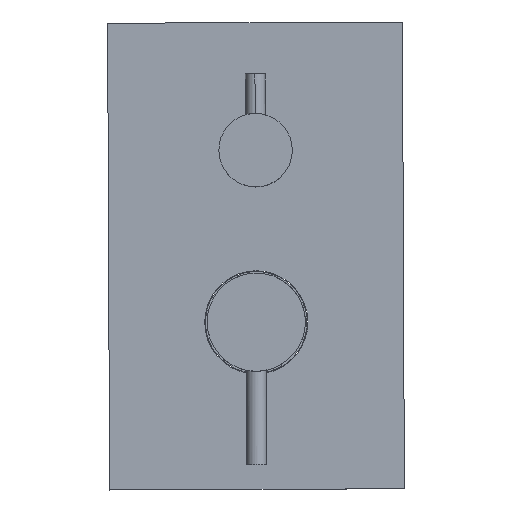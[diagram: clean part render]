
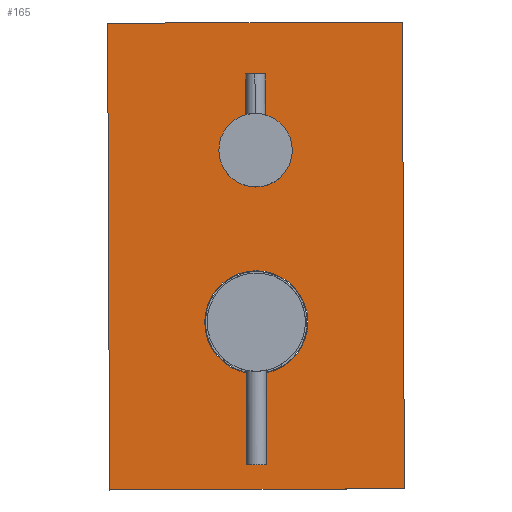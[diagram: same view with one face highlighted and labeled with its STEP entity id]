
A CAD part, top view. The second image highlights one B-rep face of the part: STEP entity #165.
In plain terms, the highlighted planar face has unit normal (0, 0, 1).
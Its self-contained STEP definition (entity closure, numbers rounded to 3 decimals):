
#97 = CARTESIAN_POINT ( 'NONE',  ( 0., -27., 2. ) ) ;
#148 = EDGE_CURVE ( 'NONE', #1412, #2712, #1202, .T. ) ;
#152 = ORIENTED_EDGE ( 'NONE', *, *, #2061, .T. ) ;
#164 = VERTEX_POINT ( 'NONE', #1357 ) ;
#165 = ADVANCED_FACE ( 'NONE', ( #438, #2537, #2402 ), #750, .T. ) ;
#257 = LINE ( 'NONE', #1444, #2409 ) ;
#258 = EDGE_CURVE ( 'NONE', #1920, #396, #1633, .T. ) ;
#279 = EDGE_CURVE ( 'NONE', #1135, #2611, #404, .T. ) ;
#330 = CARTESIAN_POINT ( 'NONE',  ( 0., -27., 2. ) ) ;
#396 = VERTEX_POINT ( 'NONE', #426 ) ;
#404 = LINE ( 'NONE', #1009, #1370 ) ;
#412 = VERTEX_POINT ( 'NONE', #1660 ) ;
#426 = CARTESIAN_POINT ( 'NONE',  ( 12.5, 43., 2. ) ) ;
#438 = FACE_BOUND ( 'NONE', #2123, .T. ) ;
#522 = EDGE_CURVE ( 'NONE', #164, #412, #1936, .T. ) ;
#537 = DIRECTION ( 'NONE',  ( 1., 0., 0. ) ) ;
#545 = DIRECTION ( 'NONE',  ( 0., -1., 0. ) ) ;
#654 = ORIENTED_EDGE ( 'NONE', *, *, #522, .F. ) ;
#663 = AXIS2_PLACEMENT_3D ( 'NONE', #1918, #2529, #1057 ) ;
#742 = CARTESIAN_POINT ( 'NONE',  ( -12.5, 43., 2. ) ) ;
#744 = CARTESIAN_POINT ( 'NONE',  ( 21., -27., 2. ) ) ;
#750 = PLANE ( 'NONE',  #1388 ) ;
#981 = CARTESIAN_POINT ( 'NONE',  ( -60., -95., 2. ) ) ;
#996 = ORIENTED_EDGE ( 'NONE', *, *, #1397, .F. ) ;
#1009 = CARTESIAN_POINT ( 'NONE',  ( -60., 0., 2. ) ) ;
#1021 = EDGE_LOOP ( 'NONE', ( #996, #654, #152, #1880 ) ) ;
#1030 = AXIS2_PLACEMENT_3D ( 'NONE', #1873, #1199, #1840 ) ;
#1053 = ORIENTED_EDGE ( 'NONE', *, *, #258, .F. ) ;
#1057 = DIRECTION ( 'NONE',  ( 1., 0., 0. ) ) ;
#1127 = DIRECTION ( 'NONE',  ( 0., 0., 1. ) ) ;
#1135 = VERTEX_POINT ( 'NONE', #1755 ) ;
#1163 = DIRECTION ( 'NONE',  ( 1., 0., 0. ) ) ;
#1166 = CARTESIAN_POINT ( 'NONE',  ( 60., 0., 2. ) ) ;
#1199 = DIRECTION ( 'NONE',  ( 0., 0., 1. ) ) ;
#1202 = CIRCLE ( 'NONE', #1964, 21. ) ;
#1239 = VECTOR ( 'NONE', #545, 1000. ) ;
#1314 = ORIENTED_EDGE ( 'NONE', *, *, #1877, .F. ) ;
#1326 = VECTOR ( 'NONE', #2425, 1000. ) ;
#1336 = DIRECTION ( 'NONE',  ( 1., 0., 0. ) ) ;
#1357 = CARTESIAN_POINT ( 'NONE',  ( 60., 95., 2. ) ) ;
#1370 = VECTOR ( 'NONE', #1445, 1000. ) ;
#1388 = AXIS2_PLACEMENT_3D ( 'NONE', #1583, #2447, #1163 ) ;
#1389 = DIRECTION ( 'NONE',  ( 0., 0., 1. ) ) ;
#1395 = CIRCLE ( 'NONE', #663, 12.5 ) ;
#1397 = EDGE_CURVE ( 'NONE', #412, #2611, #2619, .T. ) ;
#1412 = VERTEX_POINT ( 'NONE', #744 ) ;
#1444 = CARTESIAN_POINT ( 'NONE',  ( 0., 95., 2. ) ) ;
#1445 = DIRECTION ( 'NONE',  ( 0., -1., 0. ) ) ;
#1549 = EDGE_LOOP ( 'NONE', ( #1053, #2002 ) ) ;
#1583 = CARTESIAN_POINT ( 'NONE',  ( 0., 0., 2. ) ) ;
#1611 = CARTESIAN_POINT ( 'NONE',  ( 0., -95., 2. ) ) ;
#1633 = CIRCLE ( 'NONE', #1030, 12.5 ) ;
#1660 = CARTESIAN_POINT ( 'NONE',  ( 60., -95., 2. ) ) ;
#1683 = EDGE_CURVE ( 'NONE', #396, #1920, #1395, .T. ) ;
#1755 = CARTESIAN_POINT ( 'NONE',  ( -60., 95., 2. ) ) ;
#1819 = ORIENTED_EDGE ( 'NONE', *, *, #148, .F. ) ;
#1831 = CARTESIAN_POINT ( 'NONE',  ( -21., -27., 2. ) ) ;
#1840 = DIRECTION ( 'NONE',  ( 1., 0., 0. ) ) ;
#1871 = DIRECTION ( 'NONE',  ( -1., 0., 0. ) ) ;
#1873 = CARTESIAN_POINT ( 'NONE',  ( 0., 43., 2. ) ) ;
#1877 = EDGE_CURVE ( 'NONE', #2712, #1412, #2695, .T. ) ;
#1880 = ORIENTED_EDGE ( 'NONE', *, *, #279, .T. ) ;
#1918 = CARTESIAN_POINT ( 'NONE',  ( 0., 43., 2. ) ) ;
#1920 = VERTEX_POINT ( 'NONE', #742 ) ;
#1936 = LINE ( 'NONE', #1166, #1239 ) ;
#1964 = AXIS2_PLACEMENT_3D ( 'NONE', #330, #1389, #537 ) ;
#2002 = ORIENTED_EDGE ( 'NONE', *, *, #1683, .F. ) ;
#2061 = EDGE_CURVE ( 'NONE', #164, #1135, #257, .T. ) ;
#2123 = EDGE_LOOP ( 'NONE', ( #1314, #1819 ) ) ;
#2402 = FACE_OUTER_BOUND ( 'NONE', #1021, .T. ) ;
#2409 = VECTOR ( 'NONE', #1871, 1000. ) ;
#2425 = DIRECTION ( 'NONE',  ( -1., 0., 0. ) ) ;
#2447 = DIRECTION ( 'NONE',  ( 0., 0., 1. ) ) ;
#2529 = DIRECTION ( 'NONE',  ( 0., 0., 1. ) ) ;
#2537 = FACE_BOUND ( 'NONE', #1549, .T. ) ;
#2611 = VERTEX_POINT ( 'NONE', #981 ) ;
#2613 = AXIS2_PLACEMENT_3D ( 'NONE', #97, #1127, #1336 ) ;
#2619 = LINE ( 'NONE', #1611, #1326 ) ;
#2695 = CIRCLE ( 'NONE', #2613, 21. ) ;
#2712 = VERTEX_POINT ( 'NONE', #1831 ) ;
